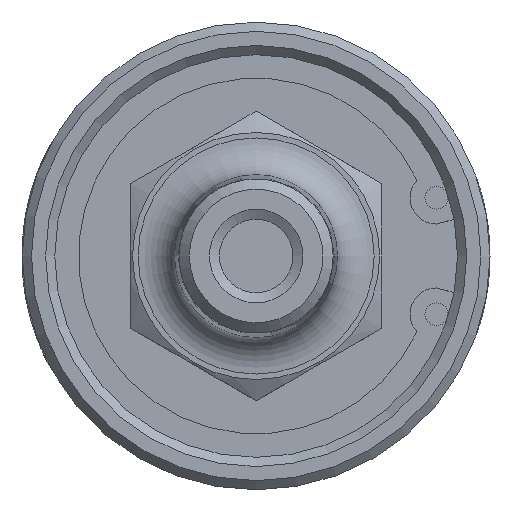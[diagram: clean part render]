
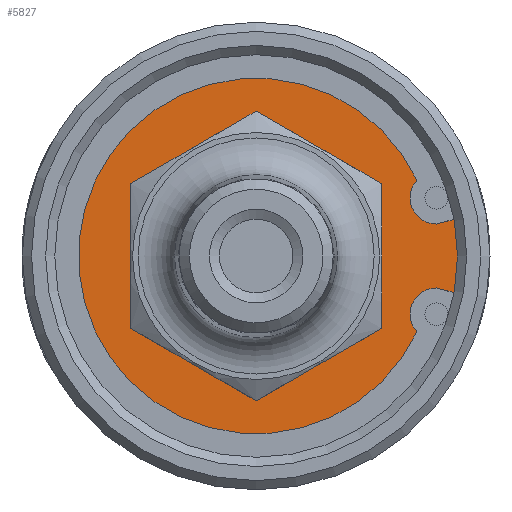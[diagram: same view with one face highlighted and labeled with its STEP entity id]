
A CAD part, left-side view. The second image highlights one B-rep face of the part: STEP entity #5827.
In plain terms, the highlighted planar face has unit normal (-1, 0, 0).
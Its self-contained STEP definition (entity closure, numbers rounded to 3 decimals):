
#115=FACE_BOUND('',#1989,.T.);
#496=LINE('',#50187,#819);
#502=LINE('',#50216,#825);
#819=VECTOR('',#7191,2.849);
#825=VECTOR('',#7217,2.849);
#1174=CIRCLE('',#6195,2.286);
#1181=CIRCLE('',#6206,2.286);
#1182=CIRCLE('',#6208,15.47);
#1183=CIRCLE('',#6210,18.77);
#1186=CIRCLE('',#6215,8.925);
#1187=CIRCLE('',#6216,8.925);
#1308=PLANE('',#6214);
#1619=FACE_OUTER_BOUND('',#1988,.T.);
#1988=EDGE_LOOP('',(#5299,#5300,#5301,#5302,#5303,#5304));
#1989=EDGE_LOOP('',(#5305,#5306));
#2827=VERTEX_POINT('',#50184);
#2828=VERTEX_POINT('',#50186);
#2831=VERTEX_POINT('',#50196);
#2837=VERTEX_POINT('',#50213);
#2838=VERTEX_POINT('',#50215);
#2841=VERTEX_POINT('',#50226);
#2843=VERTEX_POINT('',#50238);
#2844=VERTEX_POINT('',#50239);
#3656=EDGE_CURVE('',#2828,#2827,#496,.T.);
#3661=EDGE_CURVE('',#2827,#2831,#1174,.T.);
#3669=EDGE_CURVE('',#2838,#2837,#502,.T.);
#3675=EDGE_CURVE('',#2841,#2838,#1181,.T.);
#3677=EDGE_CURVE('',#2831,#2841,#1182,.T.);
#3678=EDGE_CURVE('',#2837,#2828,#1183,.T.);
#3681=EDGE_CURVE('',#2843,#2844,#1186,.T.);
#3682=EDGE_CURVE('',#2844,#2843,#1187,.T.);
#5299=ORIENTED_EDGE('',*,*,#3656,.T.);
#5300=ORIENTED_EDGE('',*,*,#3661,.T.);
#5301=ORIENTED_EDGE('',*,*,#3677,.T.);
#5302=ORIENTED_EDGE('',*,*,#3675,.T.);
#5303=ORIENTED_EDGE('',*,*,#3669,.T.);
#5304=ORIENTED_EDGE('',*,*,#3678,.T.);
#5305=ORIENTED_EDGE('',*,*,#3681,.T.);
#5306=ORIENTED_EDGE('',*,*,#3682,.T.);
#5827=ADVANCED_FACE('',(#1619,#115),#1308,.F.);
#6195=AXIS2_PLACEMENT_3D('',#50197,#7202,#7203);
#6206=AXIS2_PLACEMENT_3D('',#50227,#7230,#7231);
#6208=AXIS2_PLACEMENT_3D('',#50230,#7235,#7236);
#6210=AXIS2_PLACEMENT_3D('',#50232,#7239,#7240);
#6214=AXIS2_PLACEMENT_3D('',#50237,#7247,#7248);
#6215=AXIS2_PLACEMENT_3D('',#50240,#7249,#7250);
#6216=AXIS2_PLACEMENT_3D('',#50241,#7251,#7252);
#7191=DIRECTION('',(0.,0.966,-0.259));
#7202=DIRECTION('center_axis',(1.,0.,0.));
#7203=DIRECTION('ref_axis',(0.,0.209,-0.978));
#7217=DIRECTION('',(0.,-0.966,-0.259));
#7230=DIRECTION('center_axis',(1.,0.,0.));
#7231=DIRECTION('ref_axis',(0.,0.209,0.978));
#7235=DIRECTION('center_axis',(-1.,0.,0.));
#7236=DIRECTION('ref_axis',(0.,0.,-1.));
#7239=DIRECTION('center_axis',(-1.,0.,0.));
#7240=DIRECTION('ref_axis',(0.,1.,0.));
#7247=DIRECTION('center_axis',(1.,0.,0.));
#7248=DIRECTION('ref_axis',(0.,0.,-1.));
#7249=DIRECTION('center_axis',(1.,0.,0.));
#7250=DIRECTION('ref_axis',(0.,1.,0.));
#7251=DIRECTION('center_axis',(1.,0.,0.));
#7252=DIRECTION('ref_axis',(0.,1.,0.));
#50184=CARTESIAN_POINT('',(4.315,-15.686,2.781));
#50186=CARTESIAN_POINT('',(4.315,-18.437,3.519));
#50187=CARTESIAN_POINT('',(4.315,-18.437,3.519));
#50196=CARTESIAN_POINT('',(4.315,-13.991,6.601));
#50197=CARTESIAN_POINT('Origin',(4.315,-15.686,5.067));
#50213=CARTESIAN_POINT('',(4.315,-18.437,-3.519));
#50215=CARTESIAN_POINT('',(4.315,-15.686,-2.781));
#50216=CARTESIAN_POINT('',(4.315,-15.686,-2.781));
#50226=CARTESIAN_POINT('',(4.315,-13.991,-6.601));
#50227=CARTESIAN_POINT('Origin',(4.315,-15.686,-5.067));
#50230=CARTESIAN_POINT('Origin',(4.315,0.,0.));
#50232=CARTESIAN_POINT('Origin',(4.315,0.,0.));
#50237=CARTESIAN_POINT('Origin',(4.315,8.763,0.));
#50238=CARTESIAN_POINT('',(4.315,8.925,0.));
#50239=CARTESIAN_POINT('',(4.315,-8.925,0.));
#50240=CARTESIAN_POINT('Origin',(4.315,0.,0.));
#50241=CARTESIAN_POINT('Origin',(4.315,0.,0.));
